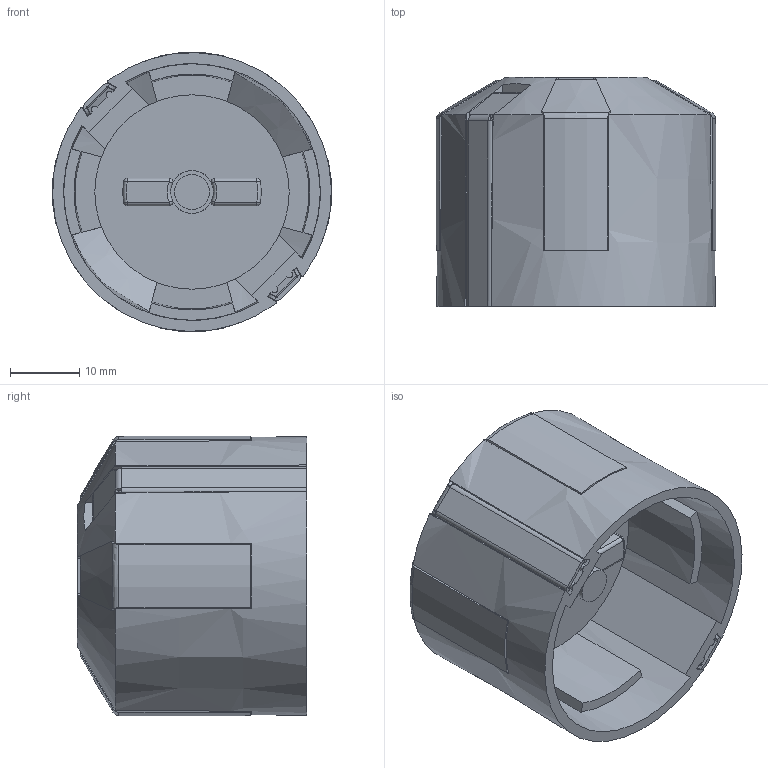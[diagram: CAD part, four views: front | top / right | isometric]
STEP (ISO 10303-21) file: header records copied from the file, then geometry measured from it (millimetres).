
FILE_DESCRIPTION((''),'2;1');
FILE_NAME('CAD-BT32_SW0001','2020-07-27T11:08:43',('creinig-se'),(''),'CREO PARAMETRIC BY PTC INC, 2019292','CREO PARAMETRIC BY PTC INC, 2019292','');
FILE_SCHEMA(('CONFIG_CONTROL_DESIGN','SHAPE_APPEARANCE_LAYERS_GROUPS'));
Length unit declared in the file: millimetre
Products named in the file (1): CAD-BT32_SW0001
Bounding box: 40.18 x 33 x 40.18 mm (x, y, z)
Volume: 16945.4 mm3; surface area: 16750.6 mm2
Topology: 1 solids, 1 shells, 432 faces, 1291 edges, 847 vertices
Faces by surface type: plane 224, cylinder 136, cone 30, bspline 24, sphere 10, torus 8
Entity records: 20494 total; most frequent: CARTESIAN_POINT 6034, ORIENTED_EDGE 2572, DIRECTION 2157, EDGE_CURVE 1286, VERTEX_POINT 841, AXIS2_PLACEMENT_3D 737, VECTOR 683, LINE 683
